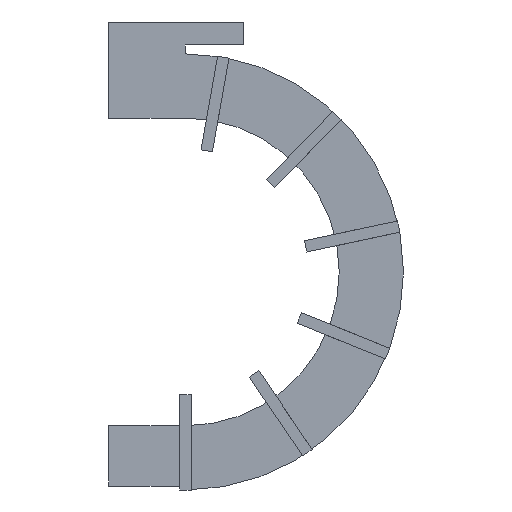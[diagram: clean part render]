
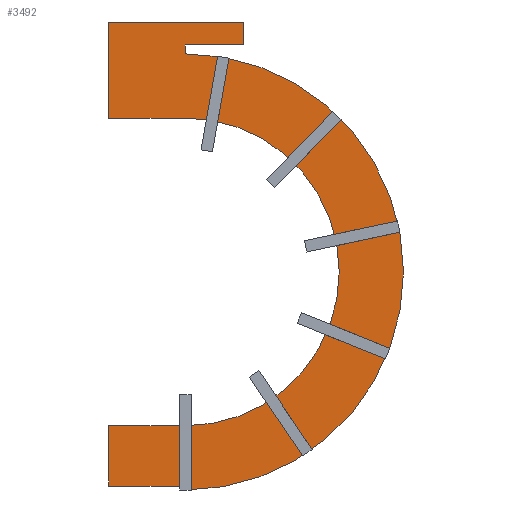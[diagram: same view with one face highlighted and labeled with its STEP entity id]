
A CAD part, front view. The second image highlights one B-rep face of the part: STEP entity #3492.
In plain terms, the highlighted planar face has unit normal (0, -1, 0).
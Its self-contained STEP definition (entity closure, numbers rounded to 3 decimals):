
#80=PLANE('',#3719);
#268=FACE_OUTER_BOUND('',#456,.T.);
#456=EDGE_LOOP('',(#2697,#2698,#2699,#2700,#2701,#2702,#2703,#2704,#2705,
#2706,#2707,#2708));
#687=LINE('',#4984,#1175);
#690=LINE('',#4990,#1178);
#693=LINE('',#4996,#1181);
#696=LINE('',#5002,#1184);
#700=LINE('',#5014,#1188);
#703=LINE('',#5020,#1191);
#706=LINE('',#5026,#1194);
#709=LINE('',#5032,#1197);
#712=LINE('',#5038,#1200);
#715=LINE('',#5043,#1203);
#1175=VECTOR('',#4068,10.);
#1178=VECTOR('',#4073,10.);
#1181=VECTOR('',#4078,10.);
#1184=VECTOR('',#4083,10.);
#1188=VECTOR('',#4095,10.);
#1191=VECTOR('',#4100,10.);
#1194=VECTOR('',#4105,10.);
#1197=VECTOR('',#4110,10.);
#1200=VECTOR('',#4115,10.);
#1203=VECTOR('',#4120,10.);
#1577=CIRCLE('',#3703,40.021);
#1579=CIRCLE('',#3710,56.735);
#1653=VERTEX_POINT('',#4974);
#1654=VERTEX_POINT('',#4975);
#1657=VERTEX_POINT('',#4983);
#1659=VERTEX_POINT('',#4989);
#1661=VERTEX_POINT('',#4995);
#1663=VERTEX_POINT('',#5001);
#1665=VERTEX_POINT('',#5007);
#1667=VERTEX_POINT('',#5013);
#1669=VERTEX_POINT('',#5019);
#1671=VERTEX_POINT('',#5025);
#1673=VERTEX_POINT('',#5031);
#1675=VERTEX_POINT('',#5037);
#2025=EDGE_CURVE('',#1653,#1654,#1577,.T.);
#2029=EDGE_CURVE('',#1654,#1657,#687,.T.);
#2032=EDGE_CURVE('',#1657,#1659,#690,.T.);
#2035=EDGE_CURVE('',#1659,#1661,#693,.T.);
#2038=EDGE_CURVE('',#1663,#1661,#696,.T.);
#2041=EDGE_CURVE('',#1665,#1663,#1579,.T.);
#2044=EDGE_CURVE('',#1667,#1665,#700,.T.);
#2047=EDGE_CURVE('',#1669,#1667,#703,.T.);
#2050=EDGE_CURVE('',#1671,#1669,#706,.T.);
#2053=EDGE_CURVE('',#1673,#1671,#709,.T.);
#2056=EDGE_CURVE('',#1675,#1673,#712,.T.);
#2059=EDGE_CURVE('',#1653,#1675,#715,.T.);
#2697=ORIENTED_EDGE('',*,*,#2059,.F.);
#2698=ORIENTED_EDGE('',*,*,#2025,.T.);
#2699=ORIENTED_EDGE('',*,*,#2029,.T.);
#2700=ORIENTED_EDGE('',*,*,#2032,.T.);
#2701=ORIENTED_EDGE('',*,*,#2035,.T.);
#2702=ORIENTED_EDGE('',*,*,#2038,.F.);
#2703=ORIENTED_EDGE('',*,*,#2041,.F.);
#2704=ORIENTED_EDGE('',*,*,#2044,.F.);
#2705=ORIENTED_EDGE('',*,*,#2047,.F.);
#2706=ORIENTED_EDGE('',*,*,#2050,.F.);
#2707=ORIENTED_EDGE('',*,*,#2053,.F.);
#2708=ORIENTED_EDGE('',*,*,#2056,.F.);
#3492=ADVANCED_FACE('',(#268),#80,.F.);
#3703=AXIS2_PLACEMENT_3D('',#4976,#4060,#4061);
#3710=AXIS2_PLACEMENT_3D('',#5008,#4088,#4089);
#3719=AXIS2_PLACEMENT_3D('',#5046,#4124,#4125);
#4060=DIRECTION('center_axis',(0.,1.,0.));
#4061=DIRECTION('ref_axis',(0.,0.,1.));
#4068=DIRECTION('',(-1.,0.,0.));
#4073=DIRECTION('',(0.,0.,-1.));
#4078=DIRECTION('',(1.,0.,0.));
#4083=DIRECTION('',(0.,0.,1.));
#4088=DIRECTION('center_axis',(0.,1.,0.));
#4089=DIRECTION('ref_axis',(0.,0.,1.));
#4095=DIRECTION('',(0.,0.,-1.));
#4100=DIRECTION('',(-1.,0.,0.));
#4105=DIRECTION('',(0.,0.,-1.));
#4110=DIRECTION('',(1.,0.,0.));
#4115=DIRECTION('',(0.,0.,1.));
#4120=DIRECTION('',(-1.,0.,0.));
#4124=DIRECTION('center_axis',(0.,1.,0.));
#4125=DIRECTION('ref_axis',(1.,0.,0.));
#4974=CARTESIAN_POINT('',(0.,30.,40.021));
#4975=CARTESIAN_POINT('',(0.,30.,-40.021));
#4976=CARTESIAN_POINT('Origin',(0.,30.,0.));
#4983=CARTESIAN_POINT('',(-20.,30.,-40.021));
#4984=CARTESIAN_POINT('',(0.,30.,-40.021));
#4989=CARTESIAN_POINT('',(-20.,30.,-55.699));
#4990=CARTESIAN_POINT('',(-20.,30.,-40.021));
#4995=CARTESIAN_POINT('',(0.,30.,-55.699));
#4996=CARTESIAN_POINT('',(-20.,30.,-55.699));
#5001=CARTESIAN_POINT('',(0.,30.,-56.735));
#5002=CARTESIAN_POINT('',(0.,30.,-56.735));
#5007=CARTESIAN_POINT('',(0.,30.,56.735));
#5008=CARTESIAN_POINT('Origin',(0.,30.,0.));
#5013=CARTESIAN_POINT('',(0.,30.,59.047));
#5014=CARTESIAN_POINT('',(0.,30.,59.047));
#5019=CARTESIAN_POINT('',(15.189,30.,59.047));
#5020=CARTESIAN_POINT('',(15.189,30.,59.047));
#5025=CARTESIAN_POINT('',(15.189,30.,65.021));
#5026=CARTESIAN_POINT('',(15.189,30.,65.021));
#5031=CARTESIAN_POINT('',(-20.,30.,65.021));
#5032=CARTESIAN_POINT('',(-20.,30.,65.021));
#5037=CARTESIAN_POINT('',(-20.,30.,40.021));
#5038=CARTESIAN_POINT('',(-20.,30.,40.021));
#5043=CARTESIAN_POINT('',(0.,30.,40.021));
#5046=CARTESIAN_POINT('Origin',(18.368,30.,4.143));
